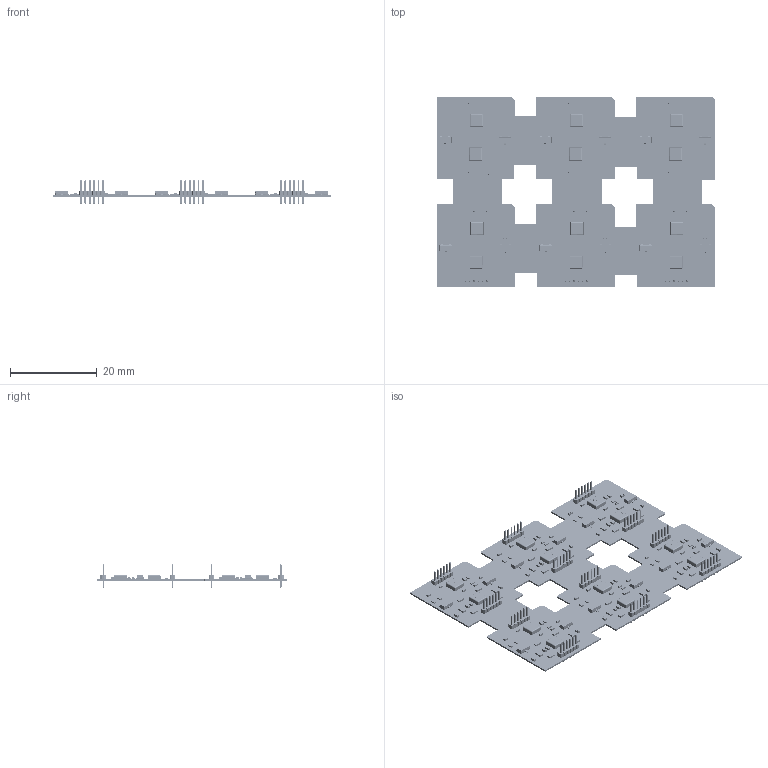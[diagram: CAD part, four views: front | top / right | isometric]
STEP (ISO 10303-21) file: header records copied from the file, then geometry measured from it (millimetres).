
FILE_DESCRIPTION(('Open CASCADE Model'),'2;1');
FILE_NAME('Open CASCADE Shape Model','2021-12-02T23:01:05',('Author'),( 'Open CASCADE'),'Open CASCADE STEP processor 6.8','Open CASCADE 6.8' ,'Unknown');
FILE_SCHEMA(('AUTOMOTIVE_DESIGN { 1 0 10303 214 1 1 1 1 }'));
Length unit declared in the file: millimetre
Products named in the file (158): PCB; Board; Open CASCADE STEP translator 6.8 2.1.1; R10; 0402R; R9; U3; sot23-3; C7; 0402C; R6; R_0603; LOGO?; R5; U1; LGA16; U2; R8; R7; R4; R3; R2; R1; Q1; C6; C4; C3; C2; C1; C9; R11; C8; C5; Free-Models; header_1mm_6p; body; pin
Assembly tree (312 placements, depth 4):
  PCB
    Board
      Open CASCADE STEP translator 6.8 2.1.1
    R10
      0402R
    R9
      0402R
    U3
      sot23-3
    C7
      0402C
    R6
      R_0603
        R_0603
        LOGO?
    R5
      R_0603
        R_0603
        LOGO?
    U1
      LGA16
    U2
      LGA16
    R8
      0402R
    R7
      0402R
    R4
      R_0603
        R_0603
        LOGO?
    R3
      R_0603
        R_0603
        LOGO?
    R2
      R_0603
        R_0603
        LOGO?
    R1
      R_0603
        R_0603
        LOGO?
    Q1
      sot23-3
    C6
      0402C
    C4
      0402C
    C3
      0402C
    C2
      0402C
    C1
      0402C
    C9
      0402C
    R11
      0402R
    C8
Bounding box: 64.1 x 43.89 x 5.5 mm (x, y, z)
Volume: 1315.4 mm3; surface area: 7088.1 mm2
Topology: 805 solids, 805 shells, 19691 faces, 48933 edges, 31470 vertices
Faces by surface type: plane 11759, bspline 5460, cylinder 1944, sphere 528
Full cylindrical faces by diameter (mm): 0.5 x72
Entity records: 52883 total; most frequent: CARTESIAN_POINT 20965, ORIENTED_EDGE 5536, DIRECTION 4686, EDGE_CURVE 2768, LINE 1952, VECTOR 1952, VERTEX_POINT 1822, AXIS2_PLACEMENT_3D 1367
